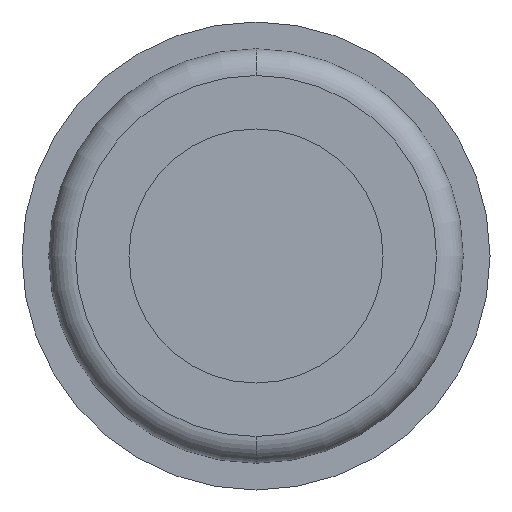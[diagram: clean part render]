
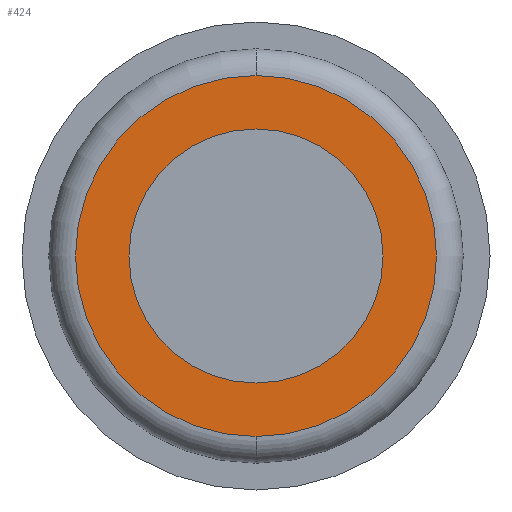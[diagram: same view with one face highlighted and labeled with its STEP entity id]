
A CAD part, front view. The second image highlights one B-rep face of the part: STEP entity #424.
In plain terms, the highlighted planar face has unit normal (0, -1, 0).
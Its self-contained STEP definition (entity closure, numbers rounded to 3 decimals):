
#2 = CIRCLE ( 'NONE', #261, 13.5 ) ;
#3 = CIRCLE ( 'NONE', #253, 9.5 ) ;
#48 = PLANE ( 'NONE',  #243 ) ;
#49 = CARTESIAN_POINT ( 'NONE',  ( 15.5, 0., 0. ) ) ;
#50 = DIRECTION ( 'NONE',  ( 0., 1., 0. ) ) ;
#51 = DIRECTION ( 'NONE',  ( 0., 0., 1. ) ) ;
#81 = CARTESIAN_POINT ( 'NONE',  ( 0., 0., 0. ) ) ;
#85 = DIRECTION ( 'NONE',  ( 0., -1., 0. ) ) ;
#86 = DIRECTION ( 'NONE',  ( 0., 0., 1. ) ) ;
#87 = CARTESIAN_POINT ( 'NONE',  ( 0., 0., 0. ) ) ;
#88 = DIRECTION ( 'NONE',  ( 0., 1., 0. ) ) ;
#89 = DIRECTION ( 'NONE',  ( 0., 0., 1. ) ) ;
#147 = CARTESIAN_POINT ( 'NONE',  ( 0., 0., -13.5 ) ) ;
#159 = CARTESIAN_POINT ( 'NONE',  ( 0., 0., 13.5 ) ) ;
#173 = EDGE_CURVE ( 'NONE', #576, #588, #368, .T. ) ;
#182 = AXIS2_PLACEMENT_3D ( 'NONE', #684, #688, #689 ) ;
#236 = FACE_OUTER_BOUND ( 'NONE', #386, .T. ) ;
#241 = FACE_BOUND ( 'NONE', #382, .T. ) ;
#243 = AXIS2_PLACEMENT_3D ( 'NONE', #49, #50, #51 ) ;
#253 = AXIS2_PLACEMENT_3D ( 'NONE', #87, #88, #89 ) ;
#261 = AXIS2_PLACEMENT_3D ( 'NONE', #81, #85, #86 ) ;
#320 = AXIS2_PLACEMENT_3D ( 'NONE', #639, #640, #641 ) ;
#346 = EDGE_CURVE ( 'NONE', #370, #379, #608, .T. ) ;
#368 = CIRCLE ( 'NONE', #320, 13.5 ) ;
#370 = VERTEX_POINT ( 'NONE', #752 ) ;
#379 = VERTEX_POINT ( 'NONE', #761 ) ;
#382 = EDGE_LOOP ( 'NONE', ( #542, #546 ) ) ;
#386 = EDGE_LOOP ( 'NONE', ( #541, #544 ) ) ;
#424 = ADVANCED_FACE ( 'NONE', ( #236, #241 ), #48, .F. ) ;
#435 = EDGE_CURVE ( 'NONE', #588, #576, #2, .T. ) ;
#436 = EDGE_CURVE ( 'NONE', #379, #370, #3, .T. ) ;
#541 = ORIENTED_EDGE ( 'NONE', *, *, #435, .T. ) ;
#542 = ORIENTED_EDGE ( 'NONE', *, *, #436, .T. ) ;
#544 = ORIENTED_EDGE ( 'NONE', *, *, #173, .T. ) ;
#546 = ORIENTED_EDGE ( 'NONE', *, *, #346, .T. ) ;
#576 = VERTEX_POINT ( 'NONE', #147 ) ;
#588 = VERTEX_POINT ( 'NONE', #159 ) ;
#608 = CIRCLE ( 'NONE', #182, 9.5 ) ;
#639 = CARTESIAN_POINT ( 'NONE',  ( 0., 0., 0. ) ) ;
#640 = DIRECTION ( 'NONE',  ( 0., -1., 0. ) ) ;
#641 = DIRECTION ( 'NONE',  ( 0., 0., 1. ) ) ;
#684 = CARTESIAN_POINT ( 'NONE',  ( 0., 0., 0. ) ) ;
#688 = DIRECTION ( 'NONE',  ( 0., 1., 0. ) ) ;
#689 = DIRECTION ( 'NONE',  ( 0., 0., 1. ) ) ;
#752 = CARTESIAN_POINT ( 'NONE',  ( 0., 0., -9.5 ) ) ;
#761 = CARTESIAN_POINT ( 'NONE',  ( 0., 0., 9.5 ) ) ;
